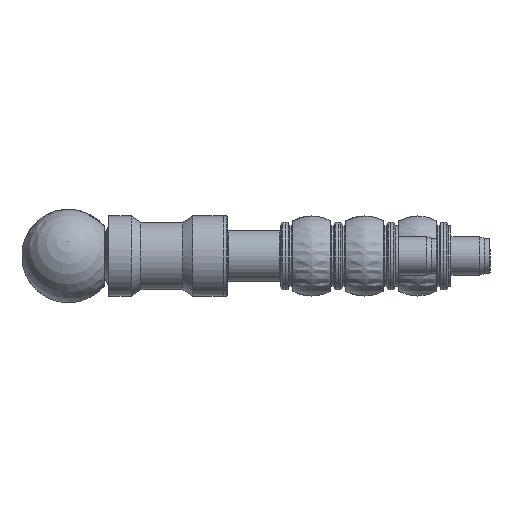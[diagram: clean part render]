
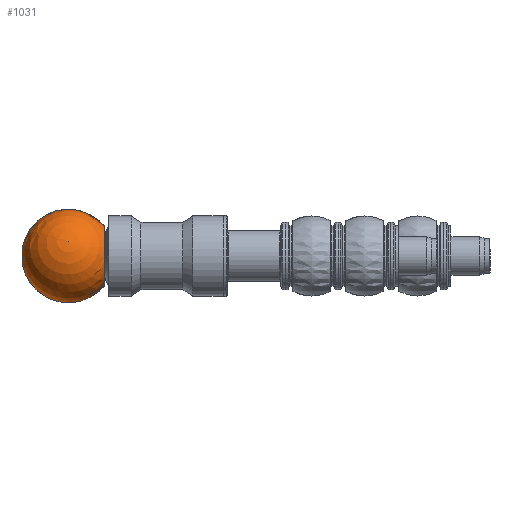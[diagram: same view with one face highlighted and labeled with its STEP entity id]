
A CAD part, left-side view. The second image highlights one B-rep face of the part: STEP entity #1031.
In plain terms, the highlighted spherical face has radius 72.5 mm.
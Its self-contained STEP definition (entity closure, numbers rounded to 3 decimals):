
#495=FACE_BOUND('',#559,.T.);
#559=EDGE_LOOP('',(#894));
#693=CIRCLE('',#1112,46.648);
#760=VERTEX_POINT('',#1793);
#827=EDGE_CURVE('',#760,#760,#693,.T.);
#894=ORIENTED_EDGE('',*,*,#827,.F.);
#1028=SPHERICAL_SURFACE('',#1111,72.5);
#1031=ADVANCED_FACE('',(#495),#1028,.T.);
#1111=AXIS2_PLACEMENT_3D('',#1792,#1339,#1340);
#1112=AXIS2_PLACEMENT_3D('',#1794,#1341,#1342);
#1339=DIRECTION('center_axis',(0.,0.,1.));
#1340=DIRECTION('ref_axis',(1.,0.,0.));
#1341=DIRECTION('center_axis',(0.,-1.,0.));
#1342=DIRECTION('ref_axis',(1.,0.,0.));
#1792=CARTESIAN_POINT('Origin',(150.,266.5,0.));
#1793=CARTESIAN_POINT('',(196.648,211.,0.));
#1794=CARTESIAN_POINT('Origin',(150.,211.,0.));
